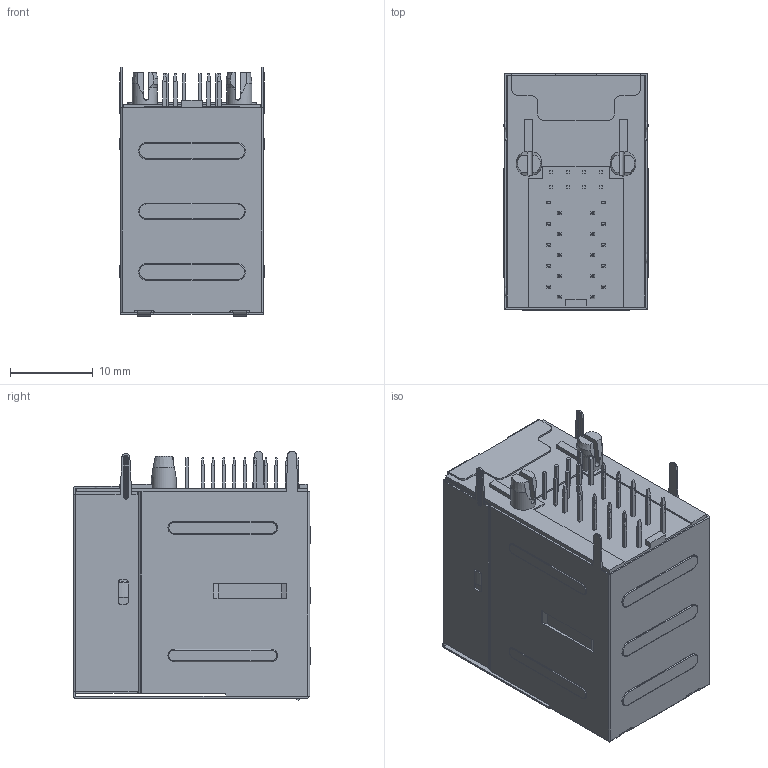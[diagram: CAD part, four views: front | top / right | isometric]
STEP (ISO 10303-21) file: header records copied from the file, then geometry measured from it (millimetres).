
FILE_DESCRIPTION((''),'2;1');
FILE_NAME('DGKYD21Q042AB2A4D068','2022-05-31T16:21:38',('Administrator'),(''),'CREO PARAMETRIC BY PTC INC, 2018400','CREO PARAMETRIC BY PTC INC, 2018400','');
FILE_SCHEMA(('CONFIG_CONTROL_DESIGN'));
Length unit declared in the file: millimetre
Products named in the file (1): DGKYD21Q042AB2A4D068
Bounding box: 17.41 x 28.6 x 30.11 mm (x, y, z)
Volume: 9468.3 mm3; surface area: 10940 mm2
Topology: 1 solids, 1 shells, 941 faces, 2557 edges, 1675 vertices
Faces by surface type: plane 737, cylinder 152, torus 40, bspline 6, cone 4, extrusion 2
Entity records: 29941 total; most frequent: CARTESIAN_POINT 5758, ORIENTED_EDGE 5114, DIRECTION 4812, EDGE_CURVE 2557, VECTOR 2060, LINE 2058, VERTEX_POINT 1675, AXIS2_PLACEMENT_3D 1376
